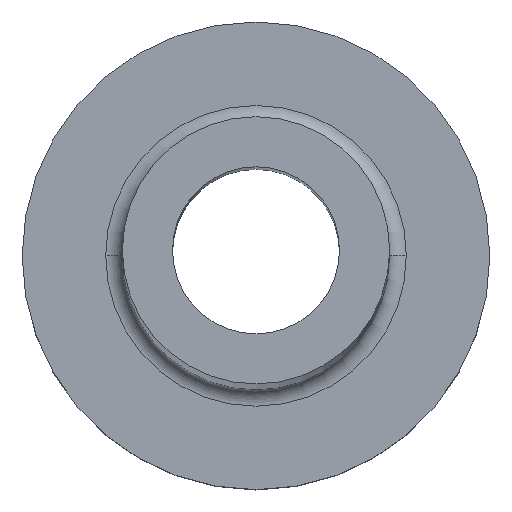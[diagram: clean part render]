
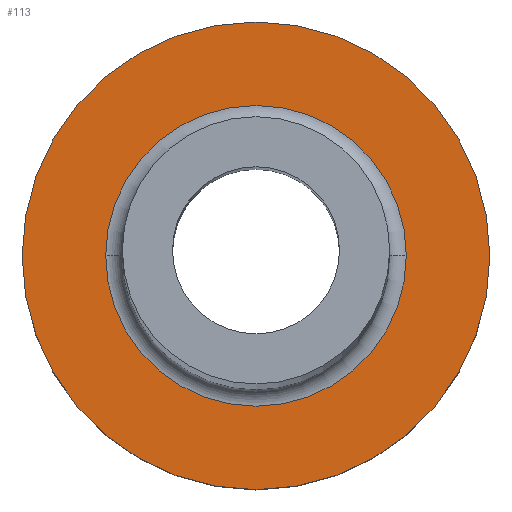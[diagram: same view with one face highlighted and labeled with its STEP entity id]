
A CAD part, top view. The second image highlights one B-rep face of the part: STEP entity #113.
In plain terms, the highlighted planar face has unit normal (0, 0, 1).
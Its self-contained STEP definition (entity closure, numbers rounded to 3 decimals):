
#1 = DIRECTION ( 'NONE',  ( 1., 0., 0. ) ) ;
#3 = EDGE_CURVE ( 'NONE', #165, #420, #121, .T. ) ;
#15 = DIRECTION ( 'NONE',  ( 1., 0., 0. ) ) ;
#17 = EDGE_CURVE ( 'NONE', #96, #338, #64, .T. ) ;
#21 = DIRECTION ( 'NONE',  ( 0., 0., 1. ) ) ;
#45 = AXIS2_PLACEMENT_3D ( 'NONE', #355, #428, #325 ) ;
#53 = AXIS2_PLACEMENT_3D ( 'NONE', #226, #120, #1 ) ;
#54 = DIRECTION ( 'NONE',  ( 1., 0., 0. ) ) ;
#64 = CIRCLE ( 'NONE', #412, 4.5 ) ;
#83 = FACE_OUTER_BOUND ( 'NONE', #321, .T. ) ;
#92 = DIRECTION ( 'NONE',  ( 1., 0., 0. ) ) ;
#95 = DIRECTION ( 'NONE',  ( 0., 0., 1. ) ) ;
#96 = VERTEX_POINT ( 'NONE', #418 ) ;
#102 = ORIENTED_EDGE ( 'NONE', *, *, #393, .T. ) ;
#113 = ADVANCED_FACE ( 'NONE', ( #295, #83 ), #262, .T. ) ;
#120 = DIRECTION ( 'NONE',  ( 0., 0., -1. ) ) ;
#121 = CIRCLE ( 'NONE', #133, 7. ) ;
#133 = AXIS2_PLACEMENT_3D ( 'NONE', #447, #95, #54 ) ;
#146 = ORIENTED_EDGE ( 'NONE', *, *, #303, .T. ) ;
#151 = ORIENTED_EDGE ( 'NONE', *, *, #17, .T. ) ;
#165 = VERTEX_POINT ( 'NONE', #190 ) ;
#171 = CARTESIAN_POINT ( 'NONE',  ( -4.5, 0., 5. ) ) ;
#173 = EDGE_LOOP ( 'NONE', ( #151, #102 ) ) ;
#190 = CARTESIAN_POINT ( 'NONE',  ( 7., 0., 5. ) ) ;
#225 = CIRCLE ( 'NONE', #53, 4.5 ) ;
#226 = CARTESIAN_POINT ( 'NONE',  ( 0., 0., 5. ) ) ;
#240 = CARTESIAN_POINT ( 'NONE',  ( 0., 0., 5. ) ) ;
#247 = DIRECTION ( 'NONE',  ( 0., 0., -1. ) ) ;
#262 = PLANE ( 'NONE',  #45 ) ;
#286 = CIRCLE ( 'NONE', #304, 7. ) ;
#292 = CARTESIAN_POINT ( 'NONE',  ( -7., 0., 5. ) ) ;
#294 = ORIENTED_EDGE ( 'NONE', *, *, #3, .T. ) ;
#295 = FACE_BOUND ( 'NONE', #173, .T. ) ;
#303 = EDGE_CURVE ( 'NONE', #420, #165, #286, .T. ) ;
#304 = AXIS2_PLACEMENT_3D ( 'NONE', #334, #21, #15 ) ;
#321 = EDGE_LOOP ( 'NONE', ( #146, #294 ) ) ;
#325 = DIRECTION ( 'NONE',  ( 1., 0., 0. ) ) ;
#334 = CARTESIAN_POINT ( 'NONE',  ( 0., 0., 5. ) ) ;
#338 = VERTEX_POINT ( 'NONE', #171 ) ;
#355 = CARTESIAN_POINT ( 'NONE',  ( 0., 0., 5. ) ) ;
#393 = EDGE_CURVE ( 'NONE', #338, #96, #225, .T. ) ;
#412 = AXIS2_PLACEMENT_3D ( 'NONE', #240, #247, #92 ) ;
#418 = CARTESIAN_POINT ( 'NONE',  ( 4.5, 0., 5. ) ) ;
#420 = VERTEX_POINT ( 'NONE', #292 ) ;
#428 = DIRECTION ( 'NONE',  ( 0., 0., 1. ) ) ;
#447 = CARTESIAN_POINT ( 'NONE',  ( 0., 0., 5. ) ) ;
